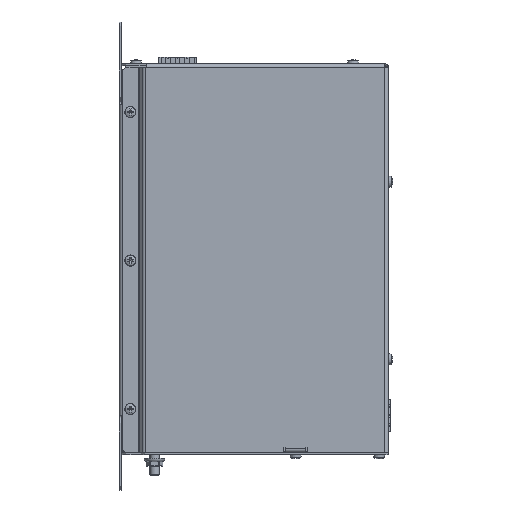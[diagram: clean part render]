
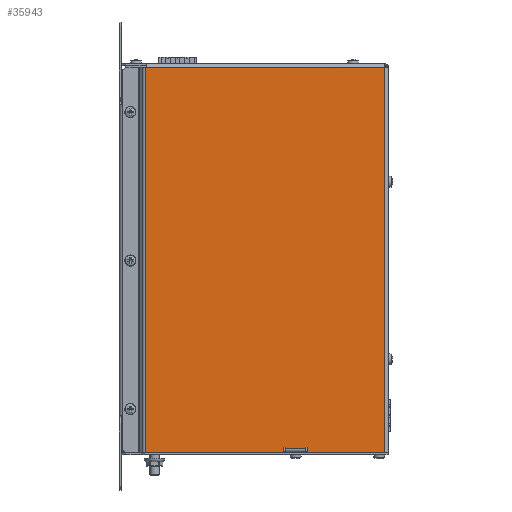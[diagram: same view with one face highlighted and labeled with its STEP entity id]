
A CAD part, top view. The second image highlights one B-rep face of the part: STEP entity #35943.
In plain terms, the highlighted planar face has unit normal (0, 0, 1).
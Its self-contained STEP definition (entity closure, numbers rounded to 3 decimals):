
#221 = VECTOR ( 'NONE', #55438, 1000. ) ;
#1379 = DIRECTION ( 'NONE',  ( 0., 0., -1. ) ) ;
#1880 = CARTESIAN_POINT ( 'NONE',  ( 100.5, 22., 64. ) ) ;
#3485 = VERTEX_POINT ( 'NONE', #93050 ) ;
#6807 = DIRECTION ( 'NONE',  ( 0., 1., 0. ) ) ;
#7184 = VECTOR ( 'NONE', #21918, 1000. ) ;
#10001 = VECTOR ( 'NONE', #39018, 1000. ) ;
#10245 = DIRECTION ( 'NONE',  ( -1., 0., 0. ) ) ;
#12023 = CARTESIAN_POINT ( 'NONE',  ( 88.5, 20., 64. ) ) ;
#13766 = EDGE_CURVE ( 'NONE', #86275, #19041, #120159, .T. ) ;
#14616 = CARTESIAN_POINT ( 'NONE',  ( 88.5, 23., 64. ) ) ;
#14824 = LINE ( 'NONE', #137689, #79050 ) ;
#15454 = ORIENTED_EDGE ( 'NONE', *, *, #80246, .T. ) ;
#18993 = LINE ( 'NONE', #108852, #30725 ) ;
#19041 = VERTEX_POINT ( 'NONE', #78803 ) ;
#19147 = FACE_OUTER_BOUND ( 'NONE', #141655, .T. ) ;
#20678 = CARTESIAN_POINT ( 'NONE',  ( 101.5, 23., 64. ) ) ;
#20760 = EDGE_CURVE ( 'NONE', #20864, #136234, #14824, .T. ) ;
#20864 = VERTEX_POINT ( 'NONE', #63012 ) ;
#21918 = DIRECTION ( 'NONE',  ( 1., 0., 0. ) ) ;
#22898 = EDGE_CURVE ( 'NONE', #140230, #20864, #56189, .T. ) ;
#23591 = EDGE_CURVE ( 'NONE', #39355, #99710, #133866, .T. ) ;
#25068 = VERTEX_POINT ( 'NONE', #52097 ) ;
#25574 = VECTOR ( 'NONE', #69477, 1000. ) ;
#26187 = DIRECTION ( 'NONE',  ( 1., 0., 0. ) ) ;
#26549 = DIRECTION ( 'NONE',  ( 0., 1., 0. ) ) ;
#29597 = ORIENTED_EDGE ( 'NONE', *, *, #88469, .F. ) ;
#30725 = VECTOR ( 'NONE', #63557, 1000. ) ;
#31634 = DIRECTION ( 'NONE',  ( 0., -1., 0. ) ) ;
#35943 = ADVANCED_FACE ( 'NONE', ( #19147 ), #52047, .F. ) ;
#36204 = VECTOR ( 'NONE', #26187, 1000. ) ;
#37238 = CARTESIAN_POINT ( 'NONE',  ( 143., 227.5, 64. ) ) ;
#38570 = LINE ( 'NONE', #59768, #36204 ) ;
#39018 = DIRECTION ( 'NONE',  ( 1., 0., 0. ) ) ;
#39355 = VERTEX_POINT ( 'NONE', #1880 ) ;
#41661 = CARTESIAN_POINT ( 'NONE',  ( -712., 22., 64. ) ) ;
#44289 = ORIENTED_EDGE ( 'NONE', *, *, #62518, .T. ) ;
#45536 = VECTOR ( 'NONE', #90591, 1000. ) ;
#46060 = CARTESIAN_POINT ( 'NONE',  ( 143., 227.5, 64. ) ) ;
#49819 = VECTOR ( 'NONE', #102505, 1000. ) ;
#52047 = PLANE ( 'NONE',  #55748 ) ;
#52094 = ORIENTED_EDGE ( 'NONE', *, *, #13766, .F. ) ;
#52097 = CARTESIAN_POINT ( 'NONE',  ( 89.5, 22., 64. ) ) ;
#55438 = DIRECTION ( 'NONE',  ( -1., 0., 0. ) ) ;
#55748 = AXIS2_PLACEMENT_3D ( 'NONE', #87747, #1379, #10245 ) ;
#56189 = LINE ( 'NONE', #124239, #7184 ) ;
#56303 = DIRECTION ( 'NONE',  ( 0., 1., 0. ) ) ;
#56439 = ORIENTED_EDGE ( 'NONE', *, *, #61664, .T. ) ;
#57197 = CARTESIAN_POINT ( 'NONE',  ( 89.5, 23., 64. ) ) ;
#57764 = LINE ( 'NONE', #14616, #25574 ) ;
#58069 = ORIENTED_EDGE ( 'NONE', *, *, #63828, .T. ) ;
#59768 = CARTESIAN_POINT ( 'NONE',  ( 100.5, 23., 64. ) ) ;
#60207 = EDGE_CURVE ( 'NONE', #25068, #86275, #96043, .T. ) ;
#60288 = VECTOR ( 'NONE', #6807, 1000. ) ;
#61664 = EDGE_CURVE ( 'NONE', #136234, #100422, #88304, .T. ) ;
#62381 = LINE ( 'NONE', #97418, #10001 ) ;
#62518 = EDGE_CURVE ( 'NONE', #81105, #130046, #62381, .T. ) ;
#63012 = CARTESIAN_POINT ( 'NONE',  ( 143., 20., 64. ) ) ;
#63557 = DIRECTION ( 'NONE',  ( 0., 1., 0. ) ) ;
#63828 = EDGE_CURVE ( 'NONE', #100422, #3485, #114701, .T. ) ;
#65837 = CARTESIAN_POINT ( 'NONE',  ( 100.5, 20., 64. ) ) ;
#66437 = CARTESIAN_POINT ( 'NONE',  ( 13.986, 20., 64. ) ) ;
#68767 = EDGE_CURVE ( 'NONE', #72319, #140230, #78328, .T. ) ;
#69477 = DIRECTION ( 'NONE',  ( 0., -1., 0. ) ) ;
#72319 = VERTEX_POINT ( 'NONE', #134747 ) ;
#74145 = CARTESIAN_POINT ( 'NONE',  ( 89.5, 20., 64. ) ) ;
#78328 = LINE ( 'NONE', #20678, #96493 ) ;
#78803 = CARTESIAN_POINT ( 'NONE',  ( 88.5, 23., 64. ) ) ;
#79050 = VECTOR ( 'NONE', #26549, 1000. ) ;
#80246 = EDGE_CURVE ( 'NONE', #25068, #39355, #95730, .T. ) ;
#81105 = VERTEX_POINT ( 'NONE', #66437 ) ;
#86241 = CARTESIAN_POINT ( 'NONE',  ( 14.486, 227.5, 64. ) ) ;
#86275 = VERTEX_POINT ( 'NONE', #99516 ) ;
#87747 = CARTESIAN_POINT ( 'NONE',  ( 0.5, 20., 64. ) ) ;
#88304 = LINE ( 'NONE', #110976, #221 ) ;
#88469 = EDGE_CURVE ( 'NONE', #19041, #130046, #57764, .T. ) ;
#90591 = DIRECTION ( 'NONE',  ( -1., 0., 0. ) ) ;
#91684 = EDGE_CURVE ( 'NONE', #99710, #72319, #38570, .T. ) ;
#93050 = CARTESIAN_POINT ( 'NONE',  ( 13.986, 227.5, 64. ) ) ;
#94291 = DIRECTION ( 'NONE',  ( 1., 0., 0. ) ) ;
#95077 = ORIENTED_EDGE ( 'NONE', *, *, #60207, .F. ) ;
#95730 = LINE ( 'NONE', #41661, #138100 ) ;
#96043 = LINE ( 'NONE', #74145, #60288 ) ;
#96493 = VECTOR ( 'NONE', #31634, 1000. ) ;
#97418 = CARTESIAN_POINT ( 'NONE',  ( 145., 20., 64. ) ) ;
#99516 = CARTESIAN_POINT ( 'NONE',  ( 89.5, 23., 64. ) ) ;
#99710 = VERTEX_POINT ( 'NONE', #139712 ) ;
#100422 = VERTEX_POINT ( 'NONE', #86241 ) ;
#102505 = DIRECTION ( 'NONE',  ( -1., 0., 0. ) ) ;
#102817 = ORIENTED_EDGE ( 'NONE', *, *, #22898, .T. ) ;
#104045 = EDGE_CURVE ( 'NONE', #81105, #3485, #18993, .T. ) ;
#105696 = ORIENTED_EDGE ( 'NONE', *, *, #20760, .T. ) ;
#108852 = CARTESIAN_POINT ( 'NONE',  ( 13.986, 20., 64. ) ) ;
#110846 = CARTESIAN_POINT ( 'NONE',  ( 101.5, 20., 64. ) ) ;
#110976 = CARTESIAN_POINT ( 'NONE',  ( 145., 227.5, 64. ) ) ;
#112973 = VECTOR ( 'NONE', #56303, 1000. ) ;
#113625 = ORIENTED_EDGE ( 'NONE', *, *, #23591, .T. ) ;
#114701 = LINE ( 'NONE', #46060, #45536 ) ;
#120159 = LINE ( 'NONE', #57197, #49819 ) ;
#123054 = ORIENTED_EDGE ( 'NONE', *, *, #68767, .T. ) ;
#124239 = CARTESIAN_POINT ( 'NONE',  ( 145., 20., 64. ) ) ;
#130046 = VERTEX_POINT ( 'NONE', #12023 ) ;
#133866 = LINE ( 'NONE', #65837, #112973 ) ;
#134747 = CARTESIAN_POINT ( 'NONE',  ( 101.5, 23., 64. ) ) ;
#136234 = VERTEX_POINT ( 'NONE', #37238 ) ;
#136526 = ORIENTED_EDGE ( 'NONE', *, *, #104045, .F. ) ;
#137689 = CARTESIAN_POINT ( 'NONE',  ( 143., 20., 64. ) ) ;
#138100 = VECTOR ( 'NONE', #94291, 1000. ) ;
#139712 = CARTESIAN_POINT ( 'NONE',  ( 100.5, 23., 64. ) ) ;
#140230 = VERTEX_POINT ( 'NONE', #110846 ) ;
#141655 = EDGE_LOOP ( 'NONE', ( #136526, #44289, #29597, #52094, #95077, #15454, #113625, #144423, #123054, #102817, #105696, #56439, #58069 ) ) ;
#144423 = ORIENTED_EDGE ( 'NONE', *, *, #91684, .T. ) ;
